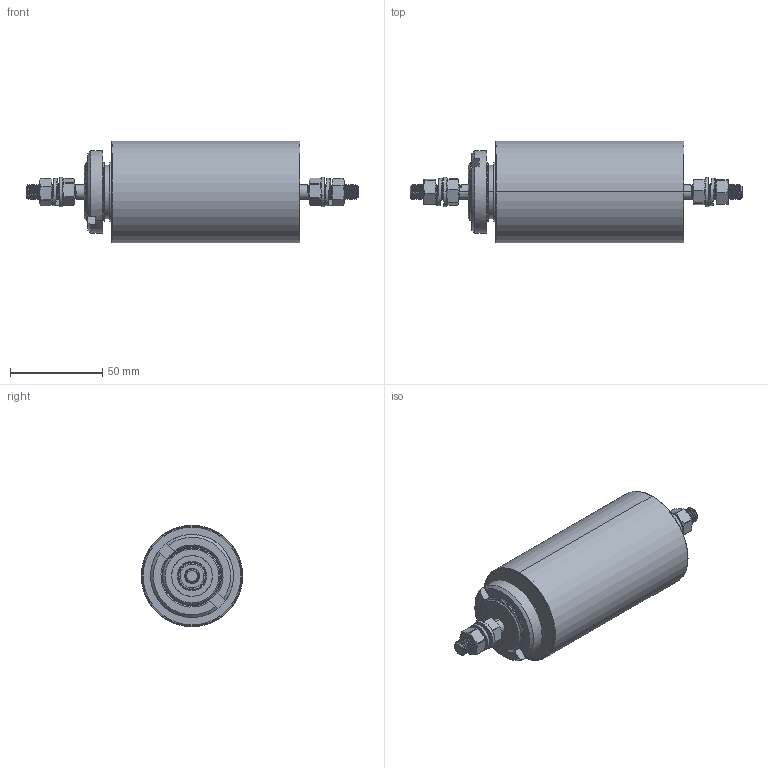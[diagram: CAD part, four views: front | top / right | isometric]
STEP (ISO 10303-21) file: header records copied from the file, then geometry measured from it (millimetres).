
FILE_DESCRIPTION (( 'STEP AP214' ), '1' );
FILE_NAME ('FLLDU100A026I0.STEP', '2021-02-17T12:18:13', ( '' ), ( '' ), 'SwSTEP 2.0', 'SolidWorks 2021', '' );
FILE_SCHEMA (( 'AUTOMOTIVE_DESIGN' ));
Length unit declared in the file: millimetre
Products named in the file (9): HEX NUT M8x1.25_90592A022; DIC0014; FLLDU100A026I0; LOCK WASHER M8_91169A200; DIC0007; GEH0062; GEH0026; GEH0028; WASHER M8 Ø16_93475A270
Assembly tree (13 placements, depth 2):
  FLLDU100A026I0
    GEH0062
    GEH0028
    DIC0007
    DIC0014
    GEH0026
    HEX NUT M8x1.25_90592A022  x4
    WASHER M8 Ø16_93475A270  x2
    LOCK WASHER M8_91169A200  x2
Bounding box: 180 x 55 x 55 mm (x, y, z)
Volume: 53801.5 mm3; surface area: 61753.3 mm2
Topology: 14 solids, 14 shells, 450 faces, 1166 edges, 745 vertices
Faces by surface type: cylinder 210, cone 101, plane 63, bspline 52, torus 24
Entity records: 25020 total; most frequent: CARTESIAN_POINT 18878, ORIENTED_EDGE 1448, DIRECTION 949, EDGE_CURVE 724, VERTEX_POINT 470, AXIS2_PLACEMENT_3D 380, EDGE_LOOP 288, ADVANCED_FACE 273
